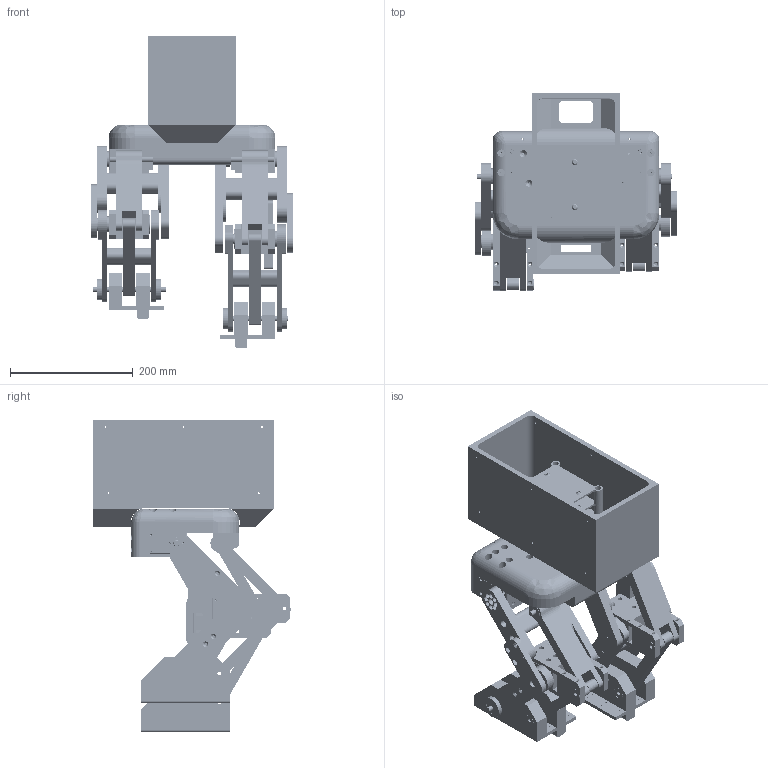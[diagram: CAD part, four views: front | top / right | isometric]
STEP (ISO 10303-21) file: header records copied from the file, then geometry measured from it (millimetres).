
FILE_DESCRIPTION(/* description */ (''),/* implementation_level */ '2;1');
FILE_NAME(/* name */ 'f1140a92-fa52-4254-8ed9-53558923e7af.stp',/* time_stamp */ '2023-11-25T09:52:01Z',/* author */ (''),/* organization */ (''),/* preprocessor_version */ 'ST-DEVELOPER v20',/* originating_system */ 'Autodesk Translation Framework v12.14.0.127',/* authorisation */ '');
FILE_SCHEMA (('AUTOMOTIVE_DESIGN { 1 0 10303 214 3 1 1 }'));
Products named in the file (16): GEDroid01; servo2; servoTop; topHorn; rod1 (1); rod1; botomHorn; servoTop(Mirror); rod1(Mirror); botomHorn(Mirror) (1); topHorn(Mirror) (2); foot(Mirror) (1); rod1 (1)(Mirror) (1); servo2(Mirror) (1); foot(Mirror) (1)(Mirror); ROBOTIS_IF v2
Assembly tree (15 placements, depth 2):
  GEDroid01
    servo2
    servoTop
    topHorn
    rod1 (1)
    rod1
    botomHorn
    servoTop(Mirror)
    rod1(Mirror)
    botomHorn(Mirror) (1)
    topHorn(Mirror) (2)
    foot(Mirror) (1)
    rod1 (1)(Mirror) (1)
    servo2(Mirror) (1)
    foot(Mirror) (1)(Mirror)
    ROBOTIS_IF v2
Bounding box: 330.3 x 321.87 x 510.06 mm (x, y, z)
Volume: 6383617.1 mm3; surface area: 1455372.2 mm2
Topology: 81 solids, 81 shells, 2521 faces, 5623 edges, 3620 vertices
Faces by surface type: plane 1123, cylinder 1117, cone 250, bspline 20, torus 11
Full cylindrical faces by diameter (mm): 2 x16, 2.05 x128, 2.6 x32, 2.7 x48, 2.8 x200, 3 x4, 3.1 x32, 3.8 x16, 4 x54, 4.2 x6, 4.8 x32, 5 x4, 6 x18, 8 x95, 10 x12, 10.7 x1, 11 x4, 11.8 x4, 12 x28, 12.4 x4, 14 x4, 14.756 x2, 15 x12, 15.8 x2, 16 x2, 18 x4, 19 x12, 19.6 x4, 22 x13, 22.25 x10
Entity records: 73014 total; most frequent: DIRECTION 13150, CARTESIAN_POINT 12841, ORIENTED_EDGE 11178, EDGE_CURVE 5589, AXIS2_PLACEMENT_3D 5071, EDGE_LOOP 3641, VERTEX_POINT 3620, LINE 3008
